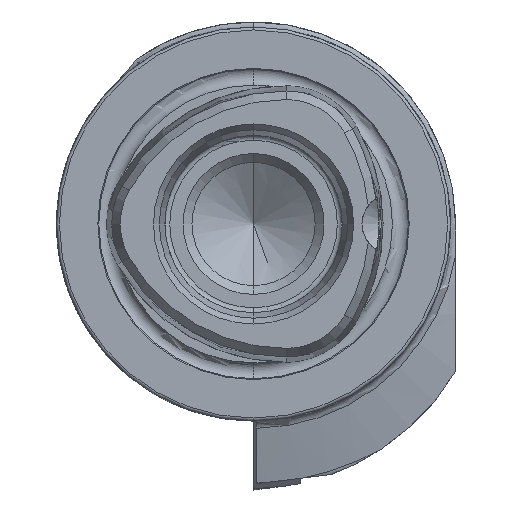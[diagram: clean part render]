
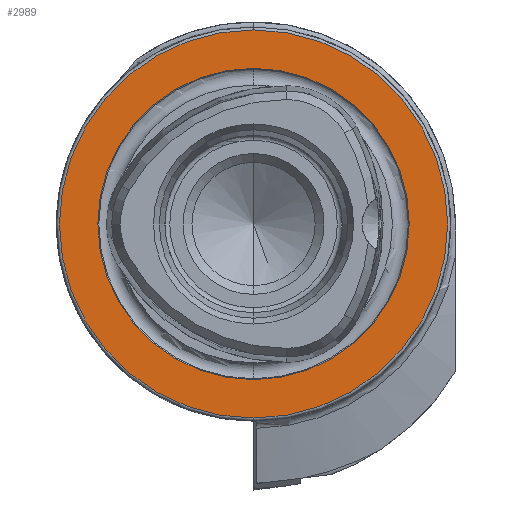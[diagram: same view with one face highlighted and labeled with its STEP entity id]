
A CAD part, left-side view. The second image highlights one B-rep face of the part: STEP entity #2989.
In plain terms, the highlighted planar face has unit normal (-1, 0, 0).
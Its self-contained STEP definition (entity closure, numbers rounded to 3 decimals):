
#943 = DIRECTION ( 'NONE',  ( 0., 0., 1. ) ) ;
#1249 = PLANE ( 'NONE',  #19032 ) ;
#1428 = FACE_BOUND ( 'NONE', #16515, .T. ) ;
#1490 = EDGE_CURVE ( 'NONE', #4026, #11748, #10962, .T. ) ;
#1910 = ORIENTED_EDGE ( 'NONE', *, *, #1490, .T. ) ;
#2735 = DIRECTION ( 'NONE',  ( 0., 0., -1. ) ) ;
#2989 = ADVANCED_FACE ( 'NONE', ( #1428, #4693 ), #1249, .F. ) ;
#3470 = CARTESIAN_POINT ( 'NONE',  ( 0., 0., 0. ) ) ;
#4026 = VERTEX_POINT ( 'NONE', #6632 ) ;
#4203 = AXIS2_PLACEMENT_3D ( 'NONE', #5922, #18973, #7268 ) ;
#4401 = DIRECTION ( 'NONE',  ( -1., 0., 0. ) ) ;
#4693 = FACE_OUTER_BOUND ( 'NONE', #13082, .T. ) ;
#4795 = AXIS2_PLACEMENT_3D ( 'NONE', #3470, #10876, #12335 ) ;
#5228 = CIRCLE ( 'NONE', #12580, 19.7 ) ;
#5922 = CARTESIAN_POINT ( 'NONE',  ( 0., 0., 0. ) ) ;
#6632 = CARTESIAN_POINT ( 'NONE',  ( 0., 0., 19.7 ) ) ;
#7088 = VERTEX_POINT ( 'NONE', #16965 ) ;
#7268 = DIRECTION ( 'NONE',  ( 0., 0., 1. ) ) ;
#8866 = CIRCLE ( 'NONE', #4203, 15.8 ) ;
#8880 = ORIENTED_EDGE ( 'NONE', *, *, #13882, .T. ) ;
#9832 = CARTESIAN_POINT ( 'NONE',  ( 0., 0., 0. ) ) ;
#10172 = AXIS2_PLACEMENT_3D ( 'NONE', #12793, #12734, #943 ) ;
#10449 = CARTESIAN_POINT ( 'NONE',  ( 0., 0., -19.7 ) ) ;
#10876 = DIRECTION ( 'NONE',  ( -1., 0., 0. ) ) ;
#10962 = CIRCLE ( 'NONE', #4795, 19.7 ) ;
#11748 = VERTEX_POINT ( 'NONE', #10449 ) ;
#11917 = DIRECTION ( 'NONE',  ( 0., 0., 1. ) ) ;
#11942 = ORIENTED_EDGE ( 'NONE', *, *, #14253, .F. ) ;
#12335 = DIRECTION ( 'NONE',  ( 0., 0., 1. ) ) ;
#12580 = AXIS2_PLACEMENT_3D ( 'NONE', #9832, #4401, #11917 ) ;
#12734 = DIRECTION ( 'NONE',  ( -1., 0., 0. ) ) ;
#12793 = CARTESIAN_POINT ( 'NONE',  ( 0., 0., 0. ) ) ;
#13082 = EDGE_LOOP ( 'NONE', ( #1910, #8880 ) ) ;
#13096 = CARTESIAN_POINT ( 'NONE',  ( 0., 15.8, 0. ) ) ;
#13882 = EDGE_CURVE ( 'NONE', #11748, #4026, #5228, .T. ) ;
#14064 = CARTESIAN_POINT ( 'NONE',  ( 0., 0., -15.8 ) ) ;
#14253 = EDGE_CURVE ( 'NONE', #7088, #17956, #8866, .T. ) ;
#15875 = ORIENTED_EDGE ( 'NONE', *, *, #17296, .F. ) ;
#16021 = DIRECTION ( 'NONE',  ( 1., 0., 0. ) ) ;
#16515 = EDGE_LOOP ( 'NONE', ( #11942, #15875 ) ) ;
#16965 = CARTESIAN_POINT ( 'NONE',  ( 0., 0., 15.8 ) ) ;
#17296 = EDGE_CURVE ( 'NONE', #17956, #7088, #17812, .T. ) ;
#17812 = CIRCLE ( 'NONE', #10172, 15.8 ) ;
#17956 = VERTEX_POINT ( 'NONE', #14064 ) ;
#18973 = DIRECTION ( 'NONE',  ( -1., 0., 0. ) ) ;
#19032 = AXIS2_PLACEMENT_3D ( 'NONE', #13096, #16021, #2735 ) ;
